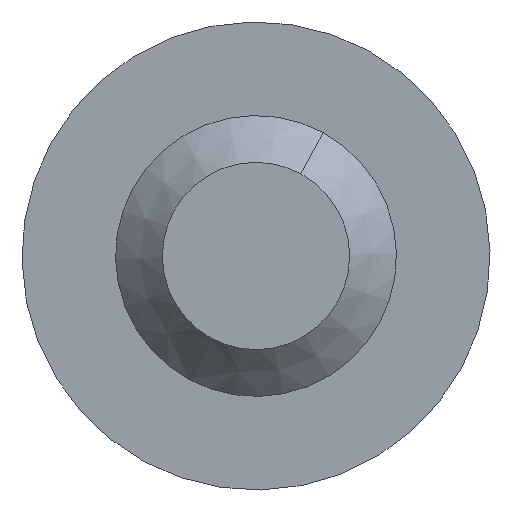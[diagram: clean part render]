
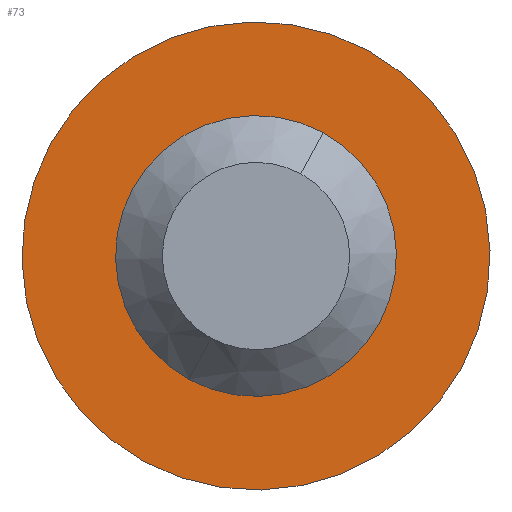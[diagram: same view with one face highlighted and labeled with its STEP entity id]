
A CAD part, front view. The second image highlights one B-rep face of the part: STEP entity #73.
In plain terms, the highlighted planar face has unit normal (0, -1, 0).
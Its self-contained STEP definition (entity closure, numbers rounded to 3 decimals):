
#35=AXIS2_PLACEMENT_3D('Plane Axis2P3D',#32,#33,#34) ;
#39=AXIS2_PLACEMENT_3D('Circle Axis2P3D',#37,#38,$) ;
#48=AXIS2_PLACEMENT_3D('Circle Axis2P3D',#46,#47,$) ;
#57=AXIS2_PLACEMENT_3D('Circle Axis2P3D',#55,#56,$) ;
#66=AXIS2_PLACEMENT_3D('Circle Axis2P3D',#64,#65,$) ;
#32=CARTESIAN_POINT('Axis2P3D Location',(0.,5.,1.5)) ;
#37=CARTESIAN_POINT('Axis2P3D Location',(0.,5.,0.)) ;
#41=CARTESIAN_POINT('Vertex',(1.199,5.,2.194)) ;
#43=CARTESIAN_POINT('Vertex',(-1.199,5.,-2.194)) ;
#46=CARTESIAN_POINT('Axis2P3D Location',(0.,5.,0.)) ;
#55=CARTESIAN_POINT('Axis2P3D Location',(0.,5.,0.)) ;
#59=CARTESIAN_POINT('Vertex',(-0.719,5.,-1.316)) ;
#61=CARTESIAN_POINT('Vertex',(0.719,5.,1.316)) ;
#64=CARTESIAN_POINT('Axis2P3D Location',(0.,5.,0.)) ;
#33=DIRECTION('Axis2P3D Direction',(0.,1.,0.)) ;
#34=DIRECTION('Axis2P3D XDirection',(1.,-0.,0.)) ;
#38=DIRECTION('Axis2P3D Direction',(0.,1.,0.)) ;
#47=DIRECTION('Axis2P3D Direction',(0.,1.,0.)) ;
#56=DIRECTION('Axis2P3D Direction',(0.,1.,0.)) ;
#65=DIRECTION('Axis2P3D Direction',(0.,1.,0.)) ;
#52=ORIENTED_EDGE('',*,*,#45,.F.) ;
#53=ORIENTED_EDGE('',*,*,#50,.F.) ;
#70=ORIENTED_EDGE('',*,*,#63,.T.) ;
#71=ORIENTED_EDGE('',*,*,#68,.T.) ;
#72=FACE_BOUND('',#69,.T.) ;
#73=ADVANCED_FACE('Hauptk\X2\00F6\X0\rper',(#54,#72),#36,.F.) ;
#40=CIRCLE('generated circle',#39,2.5) ;
#49=CIRCLE('generated circle',#48,2.5) ;
#58=CIRCLE('generated circle',#57,1.5) ;
#67=CIRCLE('generated circle',#66,1.5) ;
#45=EDGE_CURVE('',#42,#44,#40,.T.) ;
#50=EDGE_CURVE('',#44,#42,#49,.T.) ;
#63=EDGE_CURVE('',#60,#62,#58,.T.) ;
#68=EDGE_CURVE('',#62,#60,#67,.T.) ;
#51=EDGE_LOOP('',(#52,#53)) ;
#69=EDGE_LOOP('',(#70,#71)) ;
#54=FACE_OUTER_BOUND('',#51,.T.) ;
#36=PLANE('',#35) ;
#42=VERTEX_POINT('',#41) ;
#44=VERTEX_POINT('',#43) ;
#60=VERTEX_POINT('',#59) ;
#62=VERTEX_POINT('',#61) ;
